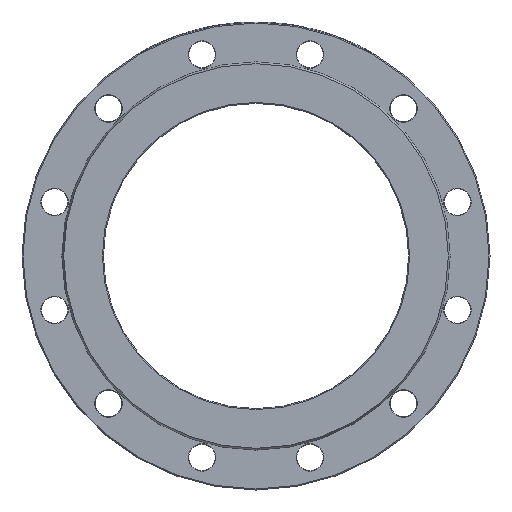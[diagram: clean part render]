
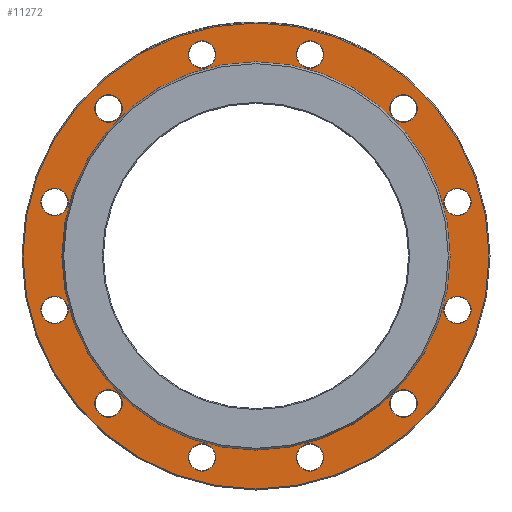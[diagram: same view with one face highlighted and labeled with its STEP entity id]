
A CAD part, left-side view. The second image highlights one B-rep face of the part: STEP entity #11272.
In plain terms, the highlighted planar face has unit normal (-1, 0, 0).
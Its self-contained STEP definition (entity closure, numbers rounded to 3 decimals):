
#7 = EDGE_CURVE ( 'NONE', #9498, #9498, #1472, .T. ) ;
#59 = VERTEX_POINT ( 'NONE', #3546 ) ;
#83 = DIRECTION ( 'NONE',  ( 1., 0., 0. ) ) ;
#84 = DIRECTION ( 'NONE',  ( 1., 0., 0. ) ) ;
#173 = CIRCLE ( 'NONE', #1658, 13.5 ) ;
#200 = EDGE_LOOP ( 'NONE', ( #2750 ) ) ;
#217 = EDGE_CURVE ( 'NONE', #7838, #7838, #173, .T. ) ;
#225 = DIRECTION ( 'NONE',  ( 1., 0., 0. ) ) ;
#469 = DIRECTION ( 'NONE',  ( 1., 0., 0. ) ) ;
#511 = EDGE_LOOP ( 'NONE', ( #7758 ) ) ;
#572 = CARTESIAN_POINT ( 'NONE',  ( 4., 41.367, -204.765 ) ) ;
#660 = DIRECTION ( 'NONE',  ( 0., -0.5, -0.866 ) ) ;
#693 = EDGE_LOOP ( 'NONE', ( #1180 ) ) ;
#899 = DIRECTION ( 'NONE',  ( 0., 1., 0. ) ) ;
#930 = VERTEX_POINT ( 'NONE', #8108 ) ;
#983 = VERTEX_POINT ( 'NONE', #8925 ) ;
#1115 = DIRECTION ( 'NONE',  ( 1., 0., 0. ) ) ;
#1152 = VERTEX_POINT ( 'NONE', #6398 ) ;
#1180 = ORIENTED_EDGE ( 'NONE', *, *, #4137, .T. ) ;
#1325 = CARTESIAN_POINT ( 'NONE',  ( 4., -156.648, -138.207 ) ) ;
#1339 = PLANE ( 'NONE',  #3553 ) ;
#1392 = ORIENTED_EDGE ( 'NONE', *, *, #3078, .T. ) ;
#1472 = CIRCLE ( 'NONE', #8583, 13.5 ) ;
#1508 = FACE_BOUND ( 'NONE', #5067, .T. ) ;
#1534 = EDGE_LOOP ( 'NONE', ( #6455 ) ) ;
#1658 = AXIS2_PLACEMENT_3D ( 'NONE', #10551, #4487, #7971 ) ;
#1819 = ORIENTED_EDGE ( 'NONE', *, *, #8620, .T. ) ;
#1832 = EDGE_CURVE ( 'NONE', #3603, #3603, #6569, .T. ) ;
#1854 = CARTESIAN_POINT ( 'NONE',  ( 4., -53.058, -198.015 ) ) ;
#1888 = CARTESIAN_POINT ( 'NONE',  ( 4., -204.765, -41.367 ) ) ;
#1911 = AXIS2_PLACEMENT_3D ( 'NONE', #7345, #10834, #7459 ) ;
#1967 = EDGE_CURVE ( 'NONE', #5323, #5323, #6930, .T. ) ;
#1980 = EDGE_LOOP ( 'NONE', ( #1819 ) ) ;
#2042 = EDGE_CURVE ( 'NONE', #8865, #8865, #4187, .T. ) ;
#2119 = CARTESIAN_POINT ( 'NONE',  ( 4., 0., -229. ) ) ;
#2174 = VERTEX_POINT ( 'NONE', #1325 ) ;
#2243 = FACE_BOUND ( 'NONE', #10986, .T. ) ;
#2750 = ORIENTED_EDGE ( 'NONE', *, *, #2042, .T. ) ;
#3049 = DIRECTION ( 'NONE',  ( 0., 0.866, -0.5 ) ) ;
#3078 = EDGE_CURVE ( 'NONE', #983, #983, #8234, .T. ) ;
#3102 = FACE_BOUND ( 'NONE', #693, .T. ) ;
#3200 = AXIS2_PLACEMENT_3D ( 'NONE', #6143, #3623, #8944 ) ;
#3507 = DIRECTION ( 'NONE',  ( 1., 0., 0. ) ) ;
#3546 = CARTESIAN_POINT ( 'NONE',  ( 4., 156.648, 138.207 ) ) ;
#3553 = AXIS2_PLACEMENT_3D ( 'NONE', #7496, #469, #8365 ) ;
#3563 = DIRECTION ( 'NONE',  ( 1., 0., 0. ) ) ;
#3603 = VERTEX_POINT ( 'NONE', #9776 ) ;
#3608 = EDGE_LOOP ( 'NONE', ( #5179 ) ) ;
#3623 = DIRECTION ( 'NONE',  ( 1., 0., 0. ) ) ;
#3731 = CARTESIAN_POINT ( 'NONE',  ( 4., -144.957, -144.957 ) ) ;
#3820 = AXIS2_PLACEMENT_3D ( 'NONE', #4145, #3507, #6832 ) ;
#4137 = EDGE_CURVE ( 'NONE', #930, #930, #4304, .T. ) ;
#4145 = CARTESIAN_POINT ( 'NONE',  ( 4., -53.058, 198.015 ) ) ;
#4187 = CIRCLE ( 'NONE', #4554, 13.5 ) ;
#4285 = CIRCLE ( 'NONE', #1911, 190.781 ) ;
#4304 = CIRCLE ( 'NONE', #4498, 13.5 ) ;
#4428 = DIRECTION ( 'NONE',  ( 0., -0.866, 0.5 ) ) ;
#4442 = CARTESIAN_POINT ( 'NONE',  ( 4., 0., 0. ) ) ;
#4487 = DIRECTION ( 'NONE',  ( 1., 0., 0. ) ) ;
#4498 = AXIS2_PLACEMENT_3D ( 'NONE', #8352, #9091, #11090 ) ;
#4554 = AXIS2_PLACEMENT_3D ( 'NONE', #1854, #3563, #8072 ) ;
#4758 = FACE_BOUND ( 'NONE', #1980, .T. ) ;
#4782 = ORIENTED_EDGE ( 'NONE', *, *, #9783, .T. ) ;
#5000 = CIRCLE ( 'NONE', #6829, 13.5 ) ;
#5067 = EDGE_LOOP ( 'NONE', ( #10956 ) ) ;
#5179 = ORIENTED_EDGE ( 'NONE', *, *, #7, .T. ) ;
#5323 = VERTEX_POINT ( 'NONE', #1888 ) ;
#5386 = EDGE_LOOP ( 'NONE', ( #7364 ) ) ;
#5470 = ORIENTED_EDGE ( 'NONE', *, *, #8463, .T. ) ;
#5487 = CARTESIAN_POINT ( 'NONE',  ( 4., 0., 190.781 ) ) ;
#5729 = FACE_OUTER_BOUND ( 'NONE', #9408, .T. ) ;
#5751 = AXIS2_PLACEMENT_3D ( 'NONE', #8942, #1115, #3049 ) ;
#5791 = FACE_BOUND ( 'NONE', #8730, .T. ) ;
#6094 = AXIS2_PLACEMENT_3D ( 'NONE', #4442, #7075, #11314 ) ;
#6143 = CARTESIAN_POINT ( 'NONE',  ( 4., -198.015, 53.058 ) ) ;
#6180 = CARTESIAN_POINT ( 'NONE',  ( 4., -66.558, -198.015 ) ) ;
#6238 = DIRECTION ( 'NONE',  ( 0., 0.5, -0.866 ) ) ;
#6398 = CARTESIAN_POINT ( 'NONE',  ( 4., 138.207, -156.648 ) ) ;
#6455 = ORIENTED_EDGE ( 'NONE', *, *, #1967, .T. ) ;
#6468 = FACE_BOUND ( 'NONE', #10290, .T. ) ;
#6569 = CIRCLE ( 'NONE', #3820, 13.5 ) ;
#6761 = CARTESIAN_POINT ( 'NONE',  ( 4., -138.207, 156.648 ) ) ;
#6829 = AXIS2_PLACEMENT_3D ( 'NONE', #7276, #83, #9851 ) ;
#6832 = DIRECTION ( 'NONE',  ( 0., 0.866, 0.5 ) ) ;
#6891 = DIRECTION ( 'NONE',  ( 1., 0., 0. ) ) ;
#6930 = CIRCLE ( 'NONE', #9491, 13.5 ) ;
#7075 = DIRECTION ( 'NONE',  ( -1., 0., 0. ) ) ;
#7076 = EDGE_LOOP ( 'NONE', ( #1392 ) ) ;
#7194 = AXIS2_PLACEMENT_3D ( 'NONE', #7680, #6891, #660 ) ;
#7202 = CIRCLE ( 'NONE', #10130, 13.5 ) ;
#7276 = CARTESIAN_POINT ( 'NONE',  ( 4., 53.058, -198.015 ) ) ;
#7312 = VERTEX_POINT ( 'NONE', #2119 ) ;
#7322 = FACE_BOUND ( 'NONE', #200, .T. ) ;
#7345 = CARTESIAN_POINT ( 'NONE',  ( 4., 0., 0. ) ) ;
#7364 = ORIENTED_EDGE ( 'NONE', *, *, #1832, .T. ) ;
#7459 = DIRECTION ( 'NONE',  ( 0., 0., 1. ) ) ;
#7496 = CARTESIAN_POINT ( 'NONE',  ( 4., 190.781, 0. ) ) ;
#7680 = CARTESIAN_POINT ( 'NONE',  ( 4., 144.957, -144.957 ) ) ;
#7758 = ORIENTED_EDGE ( 'NONE', *, *, #8401, .F. ) ;
#7838 = VERTEX_POINT ( 'NONE', #6761 ) ;
#7965 = DIRECTION ( 'NONE',  ( 1., 0., 0. ) ) ;
#7971 = DIRECTION ( 'NONE',  ( 0., 0.5, 0.866 ) ) ;
#8072 = DIRECTION ( 'NONE',  ( 0., -1., 0. ) ) ;
#8108 = CARTESIAN_POINT ( 'NONE',  ( 4., 198.015, -66.558 ) ) ;
#8112 = CIRCLE ( 'NONE', #3200, 13.5 ) ;
#8234 = CIRCLE ( 'NONE', #9155, 13.5 ) ;
#8242 = FACE_BOUND ( 'NONE', #1534, .T. ) ;
#8352 = CARTESIAN_POINT ( 'NONE',  ( 4., 198.015, -53.058 ) ) ;
#8365 = DIRECTION ( 'NONE',  ( 0., 0., -1. ) ) ;
#8394 = EDGE_LOOP ( 'NONE', ( #8418 ) ) ;
#8401 = EDGE_CURVE ( 'NONE', #9832, #9832, #4285, .T. ) ;
#8418 = ORIENTED_EDGE ( 'NONE', *, *, #9373, .T. ) ;
#8463 = EDGE_CURVE ( 'NONE', #1152, #1152, #10676, .T. ) ;
#8582 = CARTESIAN_POINT ( 'NONE',  ( 4., 66.558, 198.015 ) ) ;
#8583 = AXIS2_PLACEMENT_3D ( 'NONE', #9573, #84, #899 ) ;
#8620 = EDGE_CURVE ( 'NONE', #59, #59, #9034, .T. ) ;
#8730 = EDGE_LOOP ( 'NONE', ( #5470 ) ) ;
#8833 = ORIENTED_EDGE ( 'NONE', *, *, #10215, .T. ) ;
#8865 = VERTEX_POINT ( 'NONE', #6180 ) ;
#8925 = CARTESIAN_POINT ( 'NONE',  ( 4., 204.765, 41.367 ) ) ;
#8929 = CARTESIAN_POINT ( 'NONE',  ( 4., 198.015, 53.058 ) ) ;
#8942 = CARTESIAN_POINT ( 'NONE',  ( 4., 144.957, 144.957 ) ) ;
#8944 = DIRECTION ( 'NONE',  ( 0., 0., 1. ) ) ;
#9034 = CIRCLE ( 'NONE', #5751, 13.5 ) ;
#9091 = DIRECTION ( 'NONE',  ( 1., 0., 0. ) ) ;
#9104 = FACE_BOUND ( 'NONE', #7076, .T. ) ;
#9149 = CARTESIAN_POINT ( 'NONE',  ( 4., -198.015, 66.558 ) ) ;
#9155 = AXIS2_PLACEMENT_3D ( 'NONE', #8929, #225, #6238 ) ;
#9163 = FACE_BOUND ( 'NONE', #511, .T. ) ;
#9329 = FACE_BOUND ( 'NONE', #5386, .T. ) ;
#9358 = EDGE_CURVE ( 'NONE', #10002, #10002, #8112, .T. ) ;
#9373 = EDGE_CURVE ( 'NONE', #2174, #2174, #7202, .T. ) ;
#9408 = EDGE_LOOP ( 'NONE', ( #4782 ) ) ;
#9491 = AXIS2_PLACEMENT_3D ( 'NONE', #10710, #7965, #9679 ) ;
#9498 = VERTEX_POINT ( 'NONE', #8582 ) ;
#9573 = CARTESIAN_POINT ( 'NONE',  ( 4., 53.058, 198.015 ) ) ;
#9679 = DIRECTION ( 'NONE',  ( 0., -0.5, 0.866 ) ) ;
#9682 = DIRECTION ( 'NONE',  ( 1., 0., 0. ) ) ;
#9776 = CARTESIAN_POINT ( 'NONE',  ( 4., -41.367, 204.765 ) ) ;
#9783 = EDGE_CURVE ( 'NONE', #7312, #7312, #11027, .T. ) ;
#9832 = VERTEX_POINT ( 'NONE', #5487 ) ;
#9851 = DIRECTION ( 'NONE',  ( 0., -0.866, -0.5 ) ) ;
#10002 = VERTEX_POINT ( 'NONE', #9149 ) ;
#10014 = FACE_BOUND ( 'NONE', #3608, .T. ) ;
#10130 = AXIS2_PLACEMENT_3D ( 'NONE', #3731, #9682, #4428 ) ;
#10215 = EDGE_CURVE ( 'NONE', #11036, #11036, #5000, .T. ) ;
#10290 = EDGE_LOOP ( 'NONE', ( #10351 ) ) ;
#10351 = ORIENTED_EDGE ( 'NONE', *, *, #9358, .T. ) ;
#10551 = CARTESIAN_POINT ( 'NONE',  ( 4., -144.957, 144.957 ) ) ;
#10676 = CIRCLE ( 'NONE', #7194, 13.5 ) ;
#10710 = CARTESIAN_POINT ( 'NONE',  ( 4., -198.015, -53.058 ) ) ;
#10834 = DIRECTION ( 'NONE',  ( -1., 0., 0. ) ) ;
#10872 = FACE_BOUND ( 'NONE', #8394, .T. ) ;
#10956 = ORIENTED_EDGE ( 'NONE', *, *, #217, .T. ) ;
#10986 = EDGE_LOOP ( 'NONE', ( #8833 ) ) ;
#11027 = CIRCLE ( 'NONE', #6094, 229. ) ;
#11036 = VERTEX_POINT ( 'NONE', #572 ) ;
#11090 = DIRECTION ( 'NONE',  ( 0., 0., -1. ) ) ;
#11272 = ADVANCED_FACE ( 'NONE', ( #9104, #4758, #10014, #9329, #1508, #6468, #8242, #10872, #7322, #2243, #5791, #3102, #5729, #9163 ), #1339, .F. ) ;
#11314 = DIRECTION ( 'NONE',  ( 0., 0., -1. ) ) ;
